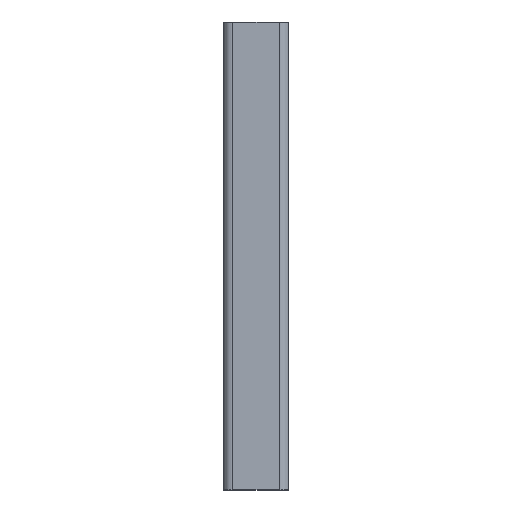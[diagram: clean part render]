
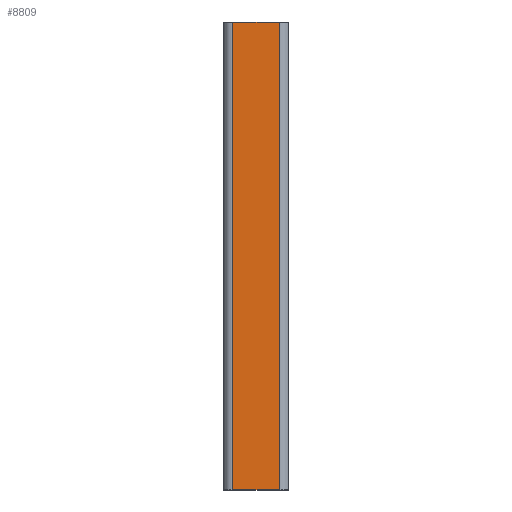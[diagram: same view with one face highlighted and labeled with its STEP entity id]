
A CAD part, left-side view. The second image highlights one B-rep face of the part: STEP entity #8809.
In plain terms, the highlighted planar face has unit normal (-1, 0, 0).
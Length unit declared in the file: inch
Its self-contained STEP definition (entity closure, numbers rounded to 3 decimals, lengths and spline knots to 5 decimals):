
#421=LINE('',#15061,#896);
#466=LINE('',#15420,#941);
#467=LINE('',#15424,#942);
#468=LINE('',#15425,#943);
#896=VECTOR('',#11741,0.3937);
#941=VECTOR('',#12234,0.3937);
#942=VECTOR('',#12239,0.3937);
#943=VECTOR('',#12240,0.3937);
#1256=PLANE('',#9891);
#1543=FACE_OUTER_BOUND('',#2141,.T.);
#2141=EDGE_LOOP('',(#6660,#6661,#6662,#6663));
#3754=VERTEX_POINT('',#15055);
#3755=VERTEX_POINT('',#15059);
#3845=VERTEX_POINT('',#15419);
#3846=VERTEX_POINT('',#15423);
#4672=EDGE_CURVE('',#3755,#3754,#421,.T.);
#4851=EDGE_CURVE('',#3754,#3845,#466,.T.);
#4853=EDGE_CURVE('',#3755,#3846,#467,.T.);
#4854=EDGE_CURVE('',#3845,#3846,#468,.T.);
#6660=ORIENTED_EDGE('',*,*,#4672,.F.);
#6661=ORIENTED_EDGE('',*,*,#4853,.T.);
#6662=ORIENTED_EDGE('',*,*,#4854,.F.);
#6663=ORIENTED_EDGE('',*,*,#4851,.F.);
#8809=ADVANCED_FACE('',(#1543),#1256,.T.);
#9891=AXIS2_PLACEMENT_3D('',#15422,#12237,#12238);
#11741=DIRECTION('',(0.,1.,0.));
#12234=DIRECTION('',(0.,0.,1.));
#12237=DIRECTION('center_axis',(-1.,0.,0.));
#12238=DIRECTION('ref_axis',(0.,-1.,0.));
#12239=DIRECTION('',(0.,0.,1.));
#12240=DIRECTION('',(0.,-1.,0.));
#15055=CARTESIAN_POINT('',(-3.00946,1.07738,0.00787));
#15059=CARTESIAN_POINT('',(-3.00946,0.28998,0.00787));
#15061=CARTESIAN_POINT('',(-3.00946,0.88053,0.00787));
#15419=CARTESIAN_POINT('',(-3.00946,1.07738,7.86614));
#15420=CARTESIAN_POINT('',(-3.00946,1.07738,0.));
#15422=CARTESIAN_POINT('Origin',(-3.00946,1.07738,0.));
#15423=CARTESIAN_POINT('',(-3.00946,0.28998,7.86614));
#15424=CARTESIAN_POINT('',(-3.00946,0.28998,0.));
#15425=CARTESIAN_POINT('',(-3.00946,0.88053,7.86614));
